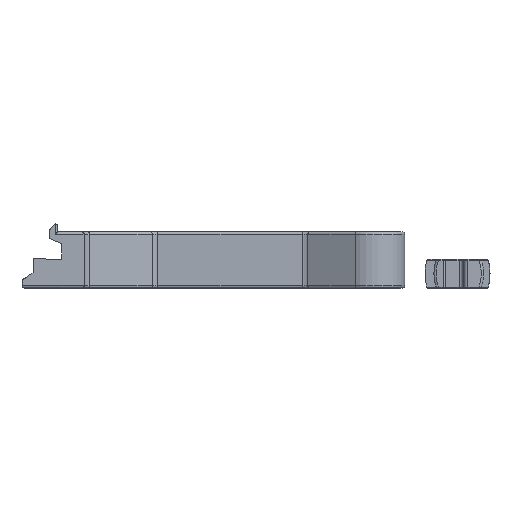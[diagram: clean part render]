
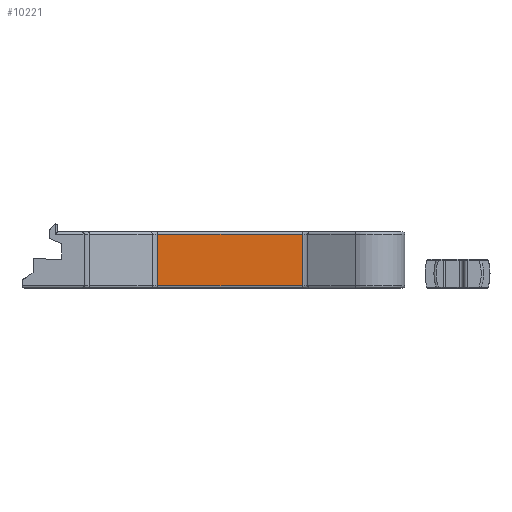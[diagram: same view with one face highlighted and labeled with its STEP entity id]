
A CAD part, front view. The second image highlights one B-rep face of the part: STEP entity #10221.
In plain terms, the highlighted planar face has unit normal (0, -1, 0).
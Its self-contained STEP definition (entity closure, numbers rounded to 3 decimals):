
#280=PLANE('',#11216);
#1132=FACE_OUTER_BOUND('',#1835,.T.);
#1835=EDGE_LOOP('',(#8571,#8572,#8573,#8574));
#2628=LINE('',#19132,#3611);
#2645=LINE('',#19219,#3628);
#2646=LINE('',#19223,#3629);
#2647=LINE('',#19224,#3630);
#3611=VECTOR('',#13276,10.);
#3628=VECTOR('',#13381,10.);
#3629=VECTOR('',#13386,10.);
#3630=VECTOR('',#13387,10.);
#5028=VERTEX_POINT('',#19126);
#5029=VERTEX_POINT('',#19130);
#5055=VERTEX_POINT('',#19218);
#5056=VERTEX_POINT('',#19222);
#6186=EDGE_CURVE('',#5028,#5029,#2628,.T.);
#6229=EDGE_CURVE('',#5029,#5055,#2645,.T.);
#6231=EDGE_CURVE('',#5056,#5028,#2646,.T.);
#6232=EDGE_CURVE('',#5055,#5056,#2647,.T.);
#8571=ORIENTED_EDGE('',*,*,#6186,.F.);
#8572=ORIENTED_EDGE('',*,*,#6231,.F.);
#8573=ORIENTED_EDGE('',*,*,#6232,.F.);
#8574=ORIENTED_EDGE('',*,*,#6229,.F.);
#10221=ADVANCED_FACE('',(#1132),#280,.T.);
#11216=AXIS2_PLACEMENT_3D('',#19221,#13384,#13385);
#13276=DIRECTION('',(1.,0.,0.));
#13381=DIRECTION('',(0.,0.,-1.));
#13384=DIRECTION('center_axis',(0.,-1.,0.));
#13385=DIRECTION('ref_axis',(1.,0.,0.));
#13386=DIRECTION('',(0.,0.,1.));
#13387=DIRECTION('',(-1.,0.,0.));
#19126=CARTESIAN_POINT('',(-87.318,0.,24.3));
#19130=CARTESIAN_POINT('',(-22.04,0.,24.3));
#19132=CARTESIAN_POINT('',(-70.429,0.,24.3));
#19218=CARTESIAN_POINT('',(-22.04,0.,1.));
#19219=CARTESIAN_POINT('',(-22.04,0.,5.3));
#19221=CARTESIAN_POINT('Origin',(-88.657,0.,
5.3));
#19222=CARTESIAN_POINT('',(-87.318,0.,1.));
#19223=CARTESIAN_POINT('',(-87.318,0.,5.3));
#19224=CARTESIAN_POINT('',(-111.88,0.,1.));
